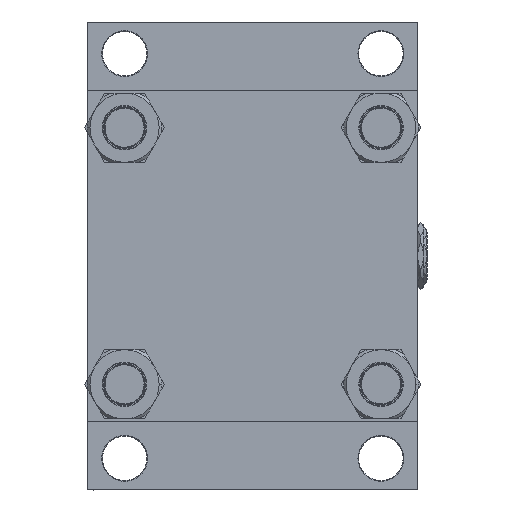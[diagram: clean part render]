
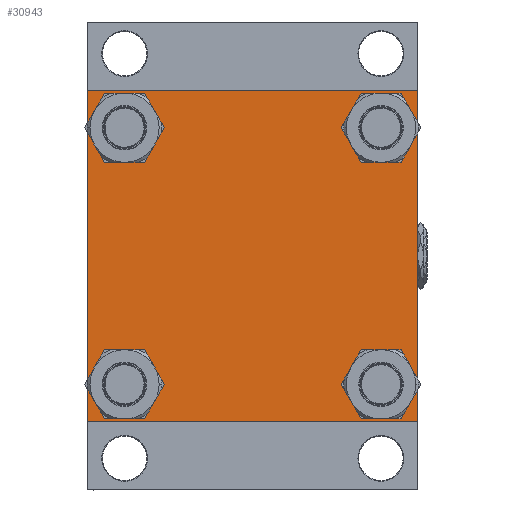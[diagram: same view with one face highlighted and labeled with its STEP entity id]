
A CAD part, left-side view. The second image highlights one B-rep face of the part: STEP entity #30943.
In plain terms, the highlighted planar face has unit normal (-1, 0, 0).
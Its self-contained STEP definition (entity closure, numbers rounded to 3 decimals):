
#159 = ORIENTED_EDGE ( 'NONE', *, *, #372, .T. ) ;
#372 = EDGE_CURVE ( 'NONE', #24563, #37922, #31706, .T. ) ;
#563 = CARTESIAN_POINT ( 'NONE',  ( 0., -122., 122.5 ) ) ;
#1273 = EDGE_CURVE ( 'NONE', #3370, #12022, #42331, .T. ) ;
#1640 = DIRECTION ( 'NONE',  ( 0., 0.707, 0.707 ) ) ;
#1708 = DIRECTION ( 'NONE',  ( 1., 0., 0. ) ) ;
#1785 = EDGE_LOOP ( 'NONE', ( #42733, #29505 ) ) ;
#1888 = VERTEX_POINT ( 'NONE', #12727 ) ;
#1950 = ORIENTED_EDGE ( 'NONE', *, *, #31563, .T. ) ;
#2239 = DIRECTION ( 'NONE',  ( -1., 0., 0. ) ) ;
#3120 = EDGE_CURVE ( 'NONE', #6453, #12100, #27785, .T. ) ;
#3370 = VERTEX_POINT ( 'NONE', #43604 ) ;
#3554 = CARTESIAN_POINT ( 'NONE',  ( 0., -95.1, 110.6 ) ) ;
#3653 = CARTESIAN_POINT ( 'NONE',  ( 0., -95.1, 95.1 ) ) ;
#3667 = DIRECTION ( 'NONE',  ( 1., 0., 0. ) ) ;
#3915 = VERTEX_POINT ( 'NONE', #48633 ) ;
#4470 = DIRECTION ( 'NONE',  ( 0., 0., 1. ) ) ;
#4517 = CARTESIAN_POINT ( 'NONE',  ( 0., 95.1, 95.1 ) ) ;
#4898 = CARTESIAN_POINT ( 'NONE',  ( 0., -122.25, 122.25 ) ) ;
#5150 = LINE ( 'NONE', #4898, #19022 ) ;
#5505 = FACE_BOUND ( 'NONE', #1785, .T. ) ;
#5662 = ORIENTED_EDGE ( 'NONE', *, *, #7774, .F. ) ;
#6000 = CARTESIAN_POINT ( 'NONE',  ( 0., 0., 0. ) ) ;
#6123 = DIRECTION ( 'NONE',  ( 0., -0.707, 0.707 ) ) ;
#6148 = EDGE_CURVE ( 'NONE', #18554, #33023, #23881, .T. ) ;
#6453 = VERTEX_POINT ( 'NONE', #25104 ) ;
#6717 = CARTESIAN_POINT ( 'NONE',  ( 0., -95.1, -95.1 ) ) ;
#7189 = CARTESIAN_POINT ( 'NONE',  ( 0., 95.1, -79.6 ) ) ;
#7552 = VECTOR ( 'NONE', #46121, 1000. ) ;
#7563 = EDGE_CURVE ( 'NONE', #12022, #41836, #25465, .T. ) ;
#7774 = EDGE_CURVE ( 'NONE', #41231, #22157, #10516, .T. ) ;
#8554 = EDGE_LOOP ( 'NONE', ( #13078, #159 ) ) ;
#9125 = EDGE_CURVE ( 'NONE', #33023, #18554, #15974, .T. ) ;
#10516 = LINE ( 'NONE', #18063, #38359 ) ;
#10752 = DIRECTION ( 'NONE',  ( 0., 0., 1. ) ) ;
#11161 = DIRECTION ( 'NONE',  ( 0., 0., -1. ) ) ;
#12022 = VERTEX_POINT ( 'NONE', #14858 ) ;
#12061 = DIRECTION ( 'NONE',  ( 0., 0., 1. ) ) ;
#12087 = DIRECTION ( 'NONE',  ( 1., 0., 0. ) ) ;
#12092 = CARTESIAN_POINT ( 'NONE',  ( 0., -95.1, -95.1 ) ) ;
#12100 = VERTEX_POINT ( 'NONE', #3554 ) ;
#12727 = CARTESIAN_POINT ( 'NONE',  ( 0., 122.5, 122. ) ) ;
#13078 = ORIENTED_EDGE ( 'NONE', *, *, #15940, .T. ) ;
#13271 = DIRECTION ( 'NONE',  ( 0., -0.707, -0.707 ) ) ;
#14367 = LINE ( 'NONE', #44299, #22207 ) ;
#14707 = CARTESIAN_POINT ( 'NONE',  ( 0., -122.5, 122. ) ) ;
#14858 = CARTESIAN_POINT ( 'NONE',  ( 0., -122., -122.5 ) ) ;
#15045 = AXIS2_PLACEMENT_3D ( 'NONE', #4517, #46006, #12061 ) ;
#15559 = ORIENTED_EDGE ( 'NONE', *, *, #26164, .T. ) ;
#15809 = CIRCLE ( 'NONE', #31863, 15.5 ) ;
#15940 = EDGE_CURVE ( 'NONE', #37922, #24563, #19283, .T. ) ;
#15974 = CIRCLE ( 'NONE', #39224, 15.5 ) ;
#16461 = ORIENTED_EDGE ( 'NONE', *, *, #9125, .T. ) ;
#17871 = ORIENTED_EDGE ( 'NONE', *, *, #7563, .T. ) ;
#18063 = CARTESIAN_POINT ( 'NONE',  ( 0., 122.5, 122.5 ) ) ;
#18297 = FACE_BOUND ( 'NONE', #24319, .T. ) ;
#18554 = VERTEX_POINT ( 'NONE', #40132 ) ;
#19022 = VECTOR ( 'NONE', #1640, 1000. ) ;
#19110 = VECTOR ( 'NONE', #6123, 1000. ) ;
#19283 = CIRCLE ( 'NONE', #32125, 15.5 ) ;
#19620 = VERTEX_POINT ( 'NONE', #29324 ) ;
#21066 = CARTESIAN_POINT ( 'NONE',  ( 0., 122.25, -122.25 ) ) ;
#22157 = VERTEX_POINT ( 'NONE', #563 ) ;
#22207 = VECTOR ( 'NONE', #48318, 1000. ) ;
#22780 = DIRECTION ( 'NONE',  ( 0., 0., 1. ) ) ;
#23017 = DIRECTION ( 'NONE',  ( 0., 0., 1. ) ) ;
#23881 = CIRCLE ( 'NONE', #15045, 15.5 ) ;
#24319 = EDGE_LOOP ( 'NONE', ( #16461, #26172 ) ) ;
#24563 = VERTEX_POINT ( 'NONE', #41017 ) ;
#24598 = FACE_BOUND ( 'NONE', #27581, .T. ) ;
#25104 = CARTESIAN_POINT ( 'NONE',  ( 0., -95.1, 79.6 ) ) ;
#25465 = LINE ( 'NONE', #48108, #19110 ) ;
#25573 = ORIENTED_EDGE ( 'NONE', *, *, #3120, .T. ) ;
#25665 = ORIENTED_EDGE ( 'NONE', *, *, #32513, .T. ) ;
#25878 = AXIS2_PLACEMENT_3D ( 'NONE', #6717, #29597, #26802 ) ;
#26047 = EDGE_CURVE ( 'NONE', #47707, #41836, #14367, .T. ) ;
#26164 = EDGE_CURVE ( 'NONE', #12100, #6453, #15809, .T. ) ;
#26170 = AXIS2_PLACEMENT_3D ( 'NONE', #3653, #41106, #42097 ) ;
#26172 = ORIENTED_EDGE ( 'NONE', *, *, #6148, .T. ) ;
#26776 = AXIS2_PLACEMENT_3D ( 'NONE', #6000, #2239, #10752 ) ;
#26802 = DIRECTION ( 'NONE',  ( 0., 0., 1. ) ) ;
#26990 = EDGE_CURVE ( 'NONE', #48186, #3915, #36238, .T. ) ;
#27398 = CARTESIAN_POINT ( 'NONE',  ( 0., 122., 122.5 ) ) ;
#27581 = EDGE_LOOP ( 'NONE', ( #15559, #25573 ) ) ;
#27785 = CIRCLE ( 'NONE', #26170, 15.5 ) ;
#29005 = EDGE_CURVE ( 'NONE', #3915, #48186, #41944, .T. ) ;
#29324 = CARTESIAN_POINT ( 'NONE',  ( 0., 122.5, -122. ) ) ;
#29382 = DIRECTION ( 'NONE',  ( 0., -1., 0. ) ) ;
#29505 = ORIENTED_EDGE ( 'NONE', *, *, #26990, .T. ) ;
#29597 = DIRECTION ( 'NONE',  ( 1., 0., 0. ) ) ;
#29738 = EDGE_LOOP ( 'NONE', ( #40176, #1950, #40358, #17871, #39860, #39604, #5662, #25665 ) ) ;
#29868 = FACE_OUTER_BOUND ( 'NONE', #29738, .T. ) ;
#30336 = CARTESIAN_POINT ( 'NONE',  ( 0., 95.1, -95.1 ) ) ;
#30805 = VECTOR ( 'NONE', #13271, 1000. ) ;
#30943 = ADVANCED_FACE ( 'NONE', ( #24598, #5505, #44957, #18297, #29868 ), #40429, .T. ) ;
#31563 = EDGE_CURVE ( 'NONE', #19620, #3370, #39666, .T. ) ;
#31706 = CIRCLE ( 'NONE', #42935, 15.5 ) ;
#31863 = AXIS2_PLACEMENT_3D ( 'NONE', #35699, #12087, #46532 ) ;
#32125 = AXIS2_PLACEMENT_3D ( 'NONE', #35371, #1708, #4470 ) ;
#32513 = EDGE_CURVE ( 'NONE', #41231, #1888, #41837, .T. ) ;
#33023 = VERTEX_POINT ( 'NONE', #43027 ) ;
#34281 = CARTESIAN_POINT ( 'NONE',  ( 0., 122.5, -122.5 ) ) ;
#34776 = DIRECTION ( 'NONE',  ( 0., -1., 0. ) ) ;
#35371 = CARTESIAN_POINT ( 'NONE',  ( 0., 95.1, -95.1 ) ) ;
#35699 = CARTESIAN_POINT ( 'NONE',  ( 0., -95.1, 95.1 ) ) ;
#36194 = DIRECTION ( 'NONE',  ( 0., 0., 1. ) ) ;
#36238 = CIRCLE ( 'NONE', #48313, 15.5 ) ;
#37922 = VERTEX_POINT ( 'NONE', #7189 ) ;
#38045 = LINE ( 'NONE', #42323, #41547 ) ;
#38146 = VECTOR ( 'NONE', #34776, 1000. ) ;
#38359 = VECTOR ( 'NONE', #29382, 1000. ) ;
#39224 = AXIS2_PLACEMENT_3D ( 'NONE', #45897, #3667, #23017 ) ;
#39604 = ORIENTED_EDGE ( 'NONE', *, *, #42039, .T. ) ;
#39666 = LINE ( 'NONE', #21066, #30805 ) ;
#39860 = ORIENTED_EDGE ( 'NONE', *, *, #26047, .F. ) ;
#40132 = CARTESIAN_POINT ( 'NONE',  ( 0., 95.1, 79.6 ) ) ;
#40176 = ORIENTED_EDGE ( 'NONE', *, *, #43890, .T. ) ;
#40358 = ORIENTED_EDGE ( 'NONE', *, *, #1273, .T. ) ;
#40429 = PLANE ( 'NONE',  #26776 ) ;
#41017 = CARTESIAN_POINT ( 'NONE',  ( 0., 95.1, -110.6 ) ) ;
#41106 = DIRECTION ( 'NONE',  ( 1., 0., 0. ) ) ;
#41231 = VERTEX_POINT ( 'NONE', #27398 ) ;
#41547 = VECTOR ( 'NONE', #11161, 1000. ) ;
#41595 = CARTESIAN_POINT ( 'NONE',  ( 0., 122.25, 122.25 ) ) ;
#41836 = VERTEX_POINT ( 'NONE', #47683 ) ;
#41837 = LINE ( 'NONE', #41595, #7552 ) ;
#41944 = CIRCLE ( 'NONE', #25878, 15.5 ) ;
#42039 = EDGE_CURVE ( 'NONE', #47707, #22157, #5150, .T. ) ;
#42097 = DIRECTION ( 'NONE',  ( 0., 0., 1. ) ) ;
#42323 = CARTESIAN_POINT ( 'NONE',  ( 0., 122.5, 122.5 ) ) ;
#42331 = LINE ( 'NONE', #34281, #38146 ) ;
#42733 = ORIENTED_EDGE ( 'NONE', *, *, #29005, .T. ) ;
#42935 = AXIS2_PLACEMENT_3D ( 'NONE', #30336, #45668, #22780 ) ;
#43027 = CARTESIAN_POINT ( 'NONE',  ( 0., 95.1, 110.6 ) ) ;
#43259 = DIRECTION ( 'NONE',  ( 1., 0., 0. ) ) ;
#43604 = CARTESIAN_POINT ( 'NONE',  ( 0., 122., -122.5 ) ) ;
#43787 = CARTESIAN_POINT ( 'NONE',  ( 0., -95.1, -110.6 ) ) ;
#43890 = EDGE_CURVE ( 'NONE', #1888, #19620, #38045, .T. ) ;
#44299 = CARTESIAN_POINT ( 'NONE',  ( 0., -122.5, 122.5 ) ) ;
#44957 = FACE_BOUND ( 'NONE', #8554, .T. ) ;
#45668 = DIRECTION ( 'NONE',  ( 1., 0., 0. ) ) ;
#45897 = CARTESIAN_POINT ( 'NONE',  ( 0., 95.1, 95.1 ) ) ;
#46006 = DIRECTION ( 'NONE',  ( 1., 0., 0. ) ) ;
#46121 = DIRECTION ( 'NONE',  ( 0., 0.707, -0.707 ) ) ;
#46532 = DIRECTION ( 'NONE',  ( 0., 0., 1. ) ) ;
#47683 = CARTESIAN_POINT ( 'NONE',  ( 0., -122.5, -122. ) ) ;
#47707 = VERTEX_POINT ( 'NONE', #14707 ) ;
#48108 = CARTESIAN_POINT ( 'NONE',  ( 0., -122.25, -122.25 ) ) ;
#48186 = VERTEX_POINT ( 'NONE', #43787 ) ;
#48313 = AXIS2_PLACEMENT_3D ( 'NONE', #12092, #43259, #36194 ) ;
#48318 = DIRECTION ( 'NONE',  ( 0., 0., -1. ) ) ;
#48633 = CARTESIAN_POINT ( 'NONE',  ( 0., -95.1, -79.6 ) ) ;
